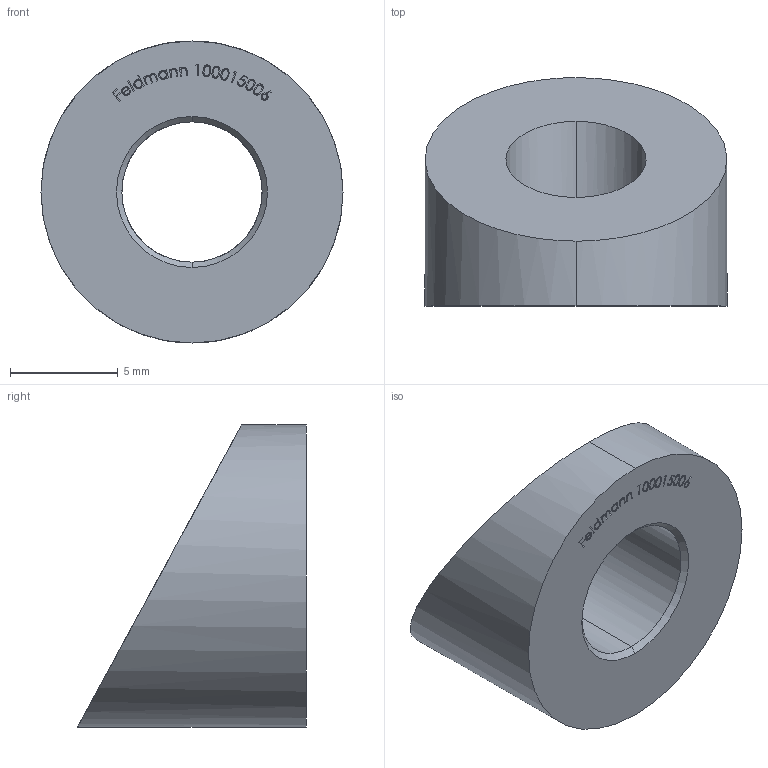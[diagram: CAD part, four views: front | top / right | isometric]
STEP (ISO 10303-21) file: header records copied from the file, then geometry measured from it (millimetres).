
FILE_DESCRIPTION (( 'STEP AP203' ), '1' );
FILE_NAME ('100015006.STEP', '2018-03-16T07:25:42', ( '' ), ( '' ), 'SwSTEP 2.0', 'SolidWorks 2015', '' );
FILE_SCHEMA (( 'CONFIG_CONTROL_DESIGN' ));
Length unit declared in the file: millimetre
Products named in the file (1): 100015006
Bounding box: 14 x 10.6 x 14 mm (x, y, z)
Volume: 820.4 mm3; surface area: 697.2 mm2
Topology: 1 solids, 1 shells, 219 faces, 571 edges, 380 vertices
Faces by surface type: bspline 110, plane 103, cylinder 4, cone 2
Entity records: 13564 total; most frequent: CARTESIAN_POINT 8861, ORIENTED_EDGE 1142, DIRECTION 573, EDGE_CURVE 571, VERTEX_POINT 380, VECTOR 341, LINE 341, EDGE_LOOP 247
